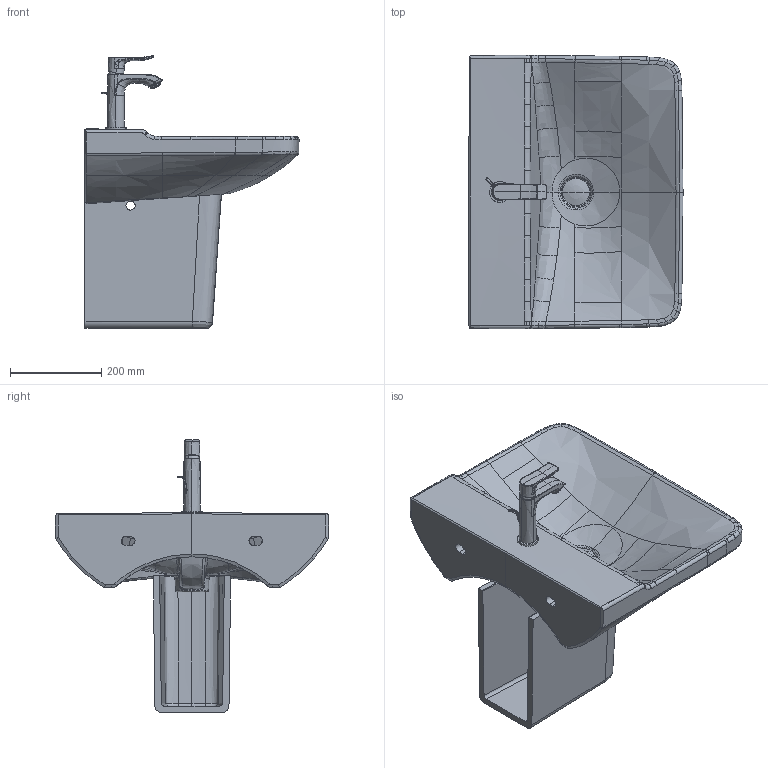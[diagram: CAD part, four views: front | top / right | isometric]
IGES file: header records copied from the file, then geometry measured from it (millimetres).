
Global section: file name: No Iges File Name specified; native system: Autodesk Inventor 2011; preprocessor: AutoDesk Inventor Iges Exporter R2011; author: Administrator; date: 20150714.153125; units: millimetre
Bounding box: 469.94 x 600.26 x 599.27 mm (x, y, z)
Volume: 18810026.5 mm3; surface area: 1438137.9 mm2
Topology: 12 solids, 12 shells, 1580 faces, 4527 edges, 2960 vertices
Faces by surface type: bspline 565, plane 521, cylinder 281, revolution 108, cone 59, torus 46
